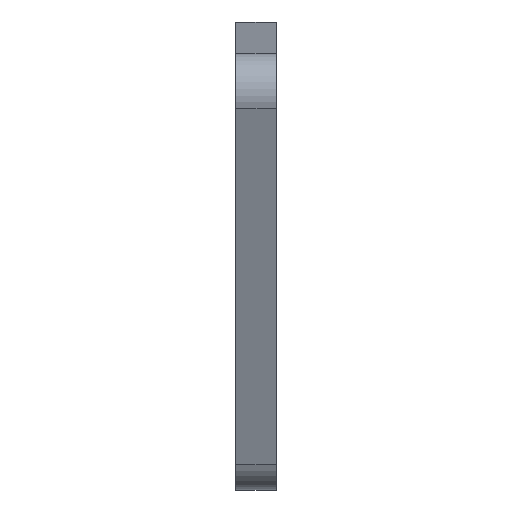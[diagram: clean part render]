
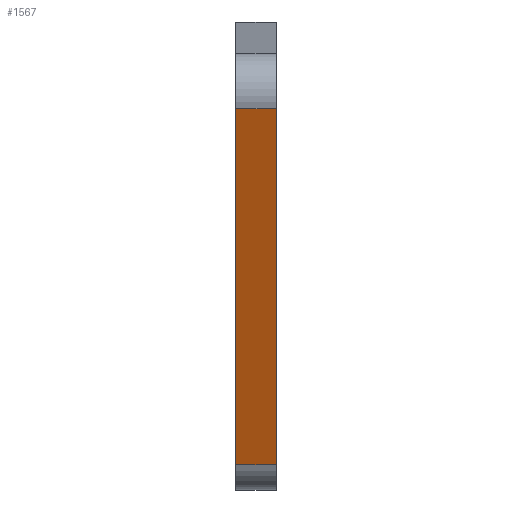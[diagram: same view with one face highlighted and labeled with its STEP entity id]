
A CAD part, left-side view. The second image highlights one B-rep face of the part: STEP entity #1567.
In plain terms, the highlighted planar face has unit normal (-0.929, 0, -0.371).
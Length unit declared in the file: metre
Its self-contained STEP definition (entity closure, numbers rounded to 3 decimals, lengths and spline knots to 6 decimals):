
#78=LINE('',#2420,#185);
#103=LINE('',#2651,#210);
#116=LINE('',#2742,#223);
#117=LINE('',#2744,#224);
#185=VECTOR('',#1886,1.);
#210=VECTOR('',#2093,1.);
#223=VECTOR('',#2180,1.);
#224=VECTOR('',#2183,1.);
#470=ORIENTED_EDGE('',*,*,#882,.F.);
#471=ORIENTED_EDGE('',*,*,#929,.F.);
#472=ORIENTED_EDGE('',*,*,#767,.T.);
#473=ORIENTED_EDGE('',*,*,#928,.T.);
#767=EDGE_CURVE('',#1003,#1002,#78,.T.);
#882=EDGE_CURVE('',#1117,#1118,#103,.T.);
#928=EDGE_CURVE('',#1002,#1118,#116,.T.);
#929=EDGE_CURVE('',#1003,#1117,#117,.T.);
#1002=VERTEX_POINT('',#2419);
#1003=VERTEX_POINT('',#2421);
#1117=VERTEX_POINT('',#2650);
#1118=VERTEX_POINT('',#2652);
#1325=EDGE_LOOP('',(#470,#471,#472,#473));
#1452=FACE_BOUND('',#1325,.T.);
#1545=PLANE('',#1792);
#1567=ADVANCED_FACE('',(#1452),#1545,.T.);
#1792=AXIS2_PLACEMENT_3D('',#2743,#2181,#2182);
#1886=DIRECTION('',(0.371,0.,-0.929));
#2093=DIRECTION('',(0.371,0.,-0.929));
#2180=DIRECTION('',(0.,-1.,0.));
#2181=DIRECTION('',(-0.929,0.,-0.371));
#2182=DIRECTION('',(-0.371,0.,0.929));
#2183=DIRECTION('',(0.,-1.,0.));
#2419=CARTESIAN_POINT('',(-0.113847,0.050165,0.068695));
#2420=CARTESIAN_POINT('',(-0.12502,0.050165,0.09667));
#2421=CARTESIAN_POINT('',(-0.136194,0.050165,0.124645));
#2650=CARTESIAN_POINT('',(-0.136194,0.043815,0.124645));
#2651=CARTESIAN_POINT('',(-0.12502,0.043815,0.09667));
#2652=CARTESIAN_POINT('',(-0.113847,0.043815,0.068695));
#2742=CARTESIAN_POINT('',(-0.113847,0.050165,0.068695));
#2743=CARTESIAN_POINT('',(-0.12502,0.050165,0.09667));
#2744=CARTESIAN_POINT('',(-0.136194,0.050165,0.124645));
